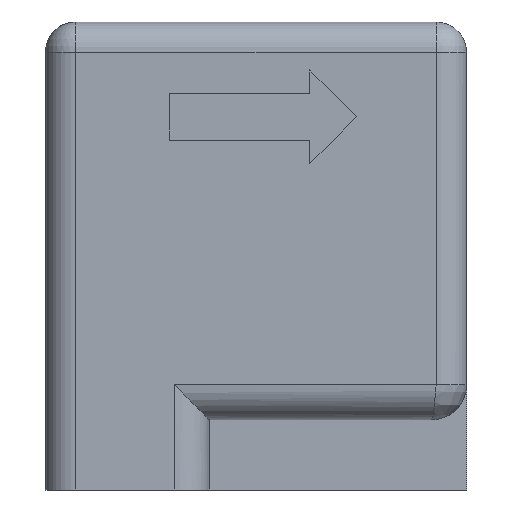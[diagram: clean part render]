
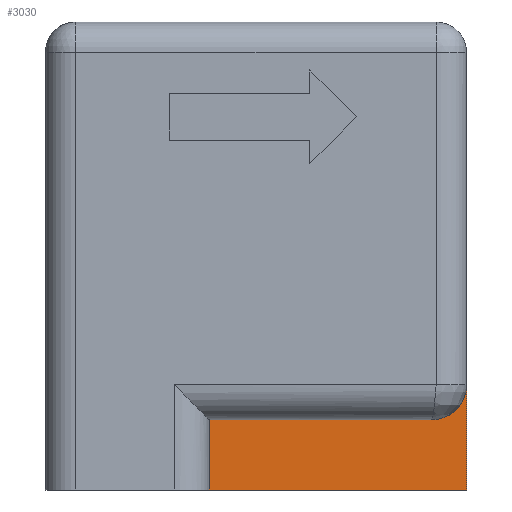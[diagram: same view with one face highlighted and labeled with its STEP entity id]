
A CAD part, front view. The second image highlights one B-rep face of the part: STEP entity #3030.
In plain terms, the highlighted planar face has unit normal (0, -1, 0).
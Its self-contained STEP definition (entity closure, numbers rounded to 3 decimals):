
#300 = PLANE('',#301);
#301 = AXIS2_PLACEMENT_3D('',#302,#303,#304);
#302 = CARTESIAN_POINT('',(49.,-12.,2.));
#303 = DIRECTION('',(0.,0.,1.));
#304 = DIRECTION('',(1.,0.,0.));
#1000 = VERTEX_POINT('',#1001);
#1001 = CARTESIAN_POINT('',(54.,18.,2.));
#1015 = PLANE('',#1016);
#1016 = AXIS2_PLACEMENT_3D('',#1017,#1018,#1019);
#1017 = CARTESIAN_POINT('',(54.,-6.1,2.));
#1018 = DIRECTION('',(-1.,0.,0.));
#1019 = DIRECTION('',(0.,0.,-1.));
#1027 = EDGE_CURVE('',#1000,#1028,#1030,.T.);
#1028 = VERTEX_POINT('',#1029);
#1029 = CARTESIAN_POINT('',(67.,18.,2.));
#1030 = SURFACE_CURVE('',#1031,(#1035,#1042),.PCURVE_S1.);
#1031 = LINE('',#1032,#1033);
#1032 = CARTESIAN_POINT('',(54.,18.,2.));
#1033 = VECTOR('',#1034,1.);
#1034 = DIRECTION('',(1.,0.,0.));
#1035 = PCURVE('',#300,#1036);
#1036 = DEFINITIONAL_REPRESENTATION('',(#1037),#1041);
#1037 = LINE('',#1038,#1039);
#1038 = CARTESIAN_POINT('',(5.,30.));
#1039 = VECTOR('',#1040,1.);
#1040 = DIRECTION('',(1.,0.));
#1041 = ( GEOMETRIC_REPRESENTATION_CONTEXT(2) 
PARAMETRIC_REPRESENTATION_CONTEXT() REPRESENTATION_CONTEXT('2D SPACE',''
  ) );
#1042 = PCURVE('',#1043,#1048);
#1043 = PLANE('',#1044);
#1044 = AXIS2_PLACEMENT_3D('',#1045,#1046,#1047);
#1045 = CARTESIAN_POINT('',(54.,18.,2.));
#1046 = DIRECTION('',(0.,1.,0.));
#1047 = DIRECTION('',(0.,0.,1.));
#1048 = DEFINITIONAL_REPRESENTATION('',(#1049),#1053);
#1049 = LINE('',#1050,#1051);
#1050 = CARTESIAN_POINT('',(0.,0.));
#1051 = VECTOR('',#1052,1.);
#1052 = DIRECTION('',(0.,1.));
#1053 = ( GEOMETRIC_REPRESENTATION_CONTEXT(2) 
PARAMETRIC_REPRESENTATION_CONTEXT() REPRESENTATION_CONTEXT('2D SPACE',''
  ) );
#1071 = PLANE('',#1072);
#1072 = AXIS2_PLACEMENT_3D('',#1073,#1074,#1075);
#1073 = CARTESIAN_POINT('',(67.,-12.,2.));
#1074 = DIRECTION('',(1.,0.,0.));
#1075 = DIRECTION('',(0.,0.,1.));
#2908 = VERTEX_POINT('',#2909);
#2909 = CARTESIAN_POINT('',(67.,18.,17.));
#2923 = PLANE('',#2924);
#2924 = AXIS2_PLACEMENT_3D('',#2925,#2926,#2927);
#2925 = CARTESIAN_POINT('',(54.,17.5,17.));
#2926 = DIRECTION('',(0.,0.,1.));
#2927 = DIRECTION('',(1.,0.,0.));
#2935 = EDGE_CURVE('',#1028,#2908,#2936,.T.);
#2936 = SURFACE_CURVE('',#2937,(#2941,#2948),.PCURVE_S1.);
#2937 = LINE('',#2938,#2939);
#2938 = CARTESIAN_POINT('',(67.,18.,2.));
#2939 = VECTOR('',#2940,1.);
#2940 = DIRECTION('',(0.,0.,1.));
#2941 = PCURVE('',#1071,#2942);
#2942 = DEFINITIONAL_REPRESENTATION('',(#2943),#2947);
#2943 = LINE('',#2944,#2945);
#2944 = CARTESIAN_POINT('',(0.,-30.));
#2945 = VECTOR('',#2946,1.);
#2946 = DIRECTION('',(1.,0.));
#2947 = ( GEOMETRIC_REPRESENTATION_CONTEXT(2) 
PARAMETRIC_REPRESENTATION_CONTEXT() REPRESENTATION_CONTEXT('2D SPACE',''
  ) );
#2948 = PCURVE('',#1043,#2949);
#2949 = DEFINITIONAL_REPRESENTATION('',(#2950),#2954);
#2950 = LINE('',#2951,#2952);
#2951 = CARTESIAN_POINT('',(0.,13.));
#2952 = VECTOR('',#2953,1.);
#2953 = DIRECTION('',(1.,0.));
#2954 = ( GEOMETRIC_REPRESENTATION_CONTEXT(2) 
PARAMETRIC_REPRESENTATION_CONTEXT() REPRESENTATION_CONTEXT('2D SPACE',''
  ) );
#3030 = ADVANCED_FACE('',(#3031),#1043,.F.);
#3031 = FACE_BOUND('',#3032,.F.);
#3032 = EDGE_LOOP('',(#3033,#3034,#3035,#3058));
#3033 = ORIENTED_EDGE('',*,*,#2935,.F.);
#3034 = ORIENTED_EDGE('',*,*,#1027,.F.);
#3035 = ORIENTED_EDGE('',*,*,#3036,.T.);
#3036 = EDGE_CURVE('',#1000,#3037,#3039,.T.);
#3037 = VERTEX_POINT('',#3038);
#3038 = CARTESIAN_POINT('',(54.,18.,17.));
#3039 = SURFACE_CURVE('',#3040,(#3044,#3051),.PCURVE_S1.);
#3040 = LINE('',#3041,#3042);
#3041 = CARTESIAN_POINT('',(54.,18.,2.));
#3042 = VECTOR('',#3043,1.);
#3043 = DIRECTION('',(0.,0.,1.));
#3044 = PCURVE('',#1043,#3045);
#3045 = DEFINITIONAL_REPRESENTATION('',(#3046),#3050);
#3046 = LINE('',#3047,#3048);
#3047 = CARTESIAN_POINT('',(0.,0.));
#3048 = VECTOR('',#3049,1.);
#3049 = DIRECTION('',(1.,0.));
#3050 = ( GEOMETRIC_REPRESENTATION_CONTEXT(2) 
PARAMETRIC_REPRESENTATION_CONTEXT() REPRESENTATION_CONTEXT('2D SPACE',''
  ) );
#3051 = PCURVE('',#1015,#3052);
#3052 = DEFINITIONAL_REPRESENTATION('',(#3053),#3057);
#3053 = LINE('',#3054,#3055);
#3054 = CARTESIAN_POINT('',(0.,-24.1));
#3055 = VECTOR('',#3056,1.);
#3056 = DIRECTION('',(-1.,-0.));
#3057 = ( GEOMETRIC_REPRESENTATION_CONTEXT(2) 
PARAMETRIC_REPRESENTATION_CONTEXT() REPRESENTATION_CONTEXT('2D SPACE',''
  ) );
#3058 = ORIENTED_EDGE('',*,*,#3059,.F.);
#3059 = EDGE_CURVE('',#2908,#3037,#3060,.T.);
#3060 = SURFACE_CURVE('',#3061,(#3065,#3071),.PCURVE_S1.);
#3061 = LINE('',#3062,#3063);
#3062 = CARTESIAN_POINT('',(54.,18.,17.));
#3063 = VECTOR('',#3064,1.);
#3064 = DIRECTION('',(-1.,0.,0.));
#3065 = PCURVE('',#1043,#3066);
#3066 = DEFINITIONAL_REPRESENTATION('',(#3067),#3070);
#3067 = B_SPLINE_CURVE_WITH_KNOTS('',1,(#3068,#3069),.UNSPECIFIED.,.F.,
  .F.,(2,2),(-13.,0.),.PIECEWISE_BEZIER_KNOTS.);
#3068 = CARTESIAN_POINT('',(15.,13.));
#3069 = CARTESIAN_POINT('',(15.,0.));
#3070 = ( GEOMETRIC_REPRESENTATION_CONTEXT(2) 
PARAMETRIC_REPRESENTATION_CONTEXT() REPRESENTATION_CONTEXT('2D SPACE',''
  ) );
#3071 = PCURVE('',#2923,#3072);
#3072 = DEFINITIONAL_REPRESENTATION('',(#3073),#3076);
#3073 = B_SPLINE_CURVE_WITH_KNOTS('',1,(#3074,#3075),.UNSPECIFIED.,.F.,
  .F.,(2,2),(-13.,0.),.PIECEWISE_BEZIER_KNOTS.);
#3074 = CARTESIAN_POINT('',(13.,0.5));
#3075 = CARTESIAN_POINT('',(0.,0.5));
#3076 = ( GEOMETRIC_REPRESENTATION_CONTEXT(2) 
PARAMETRIC_REPRESENTATION_CONTEXT() REPRESENTATION_CONTEXT('2D SPACE',''
  ) );
